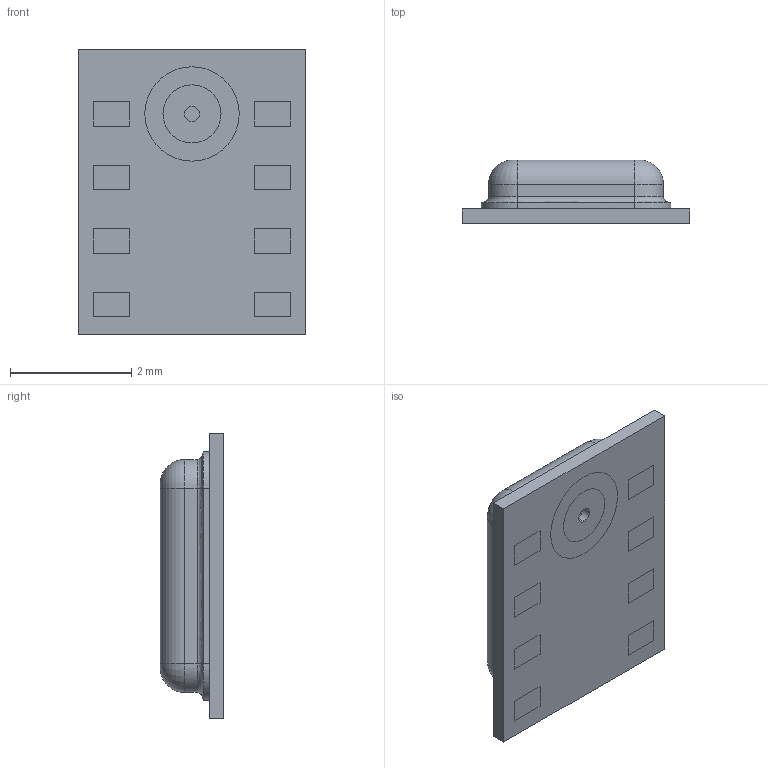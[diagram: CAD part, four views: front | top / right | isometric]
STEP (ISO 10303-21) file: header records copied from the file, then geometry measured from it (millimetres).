
FILE_DESCRIPTION (( 'STEP AP214' ), '1' );
FILE_NAME ('INMP441.STEP', '2024-02-19T12:29:56', ( 'LENOVO' ), ( '' ), 'SwSTEP 2.0', 'SolidWorks 2021', '' );
FILE_SCHEMA (( 'AUTOMOTIVE_DESIGN' ));
Length unit declared in the file: millimetre
Products named in the file (1): INMP441
Bounding box: 3.76 x 1.05 x 4.72 mm (x, y, z)
Volume: 12.9 mm3; surface area: 86.1 mm2
Topology: 12 solids, 12 shells, 150 faces, 318 edges, 204 vertices
Faces by surface type: plane 112, cylinder 26, bspline 8, torus 4
Entity records: 4274 total; most frequent: CARTESIAN_POINT 929, ORIENTED_EDGE 636, DIRECTION 628, EDGE_CURVE 318, VECTOR 246, LINE 246, VERTEX_POINT 204, AXIS2_PLACEMENT_3D 191
